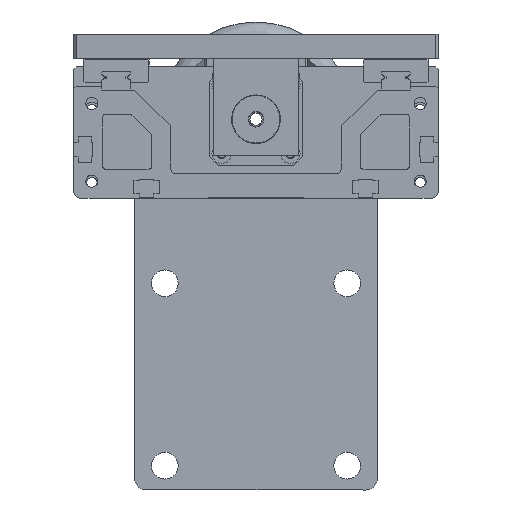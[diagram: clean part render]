
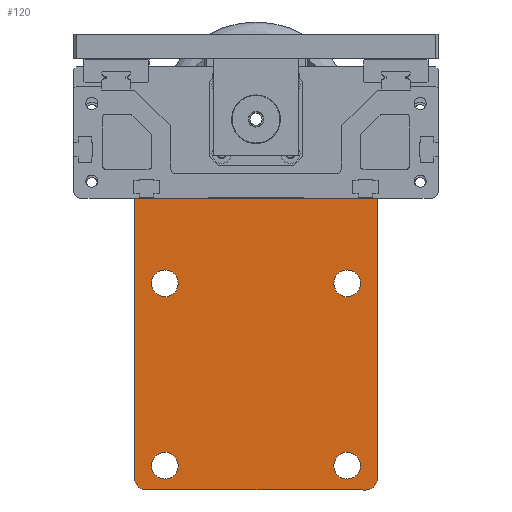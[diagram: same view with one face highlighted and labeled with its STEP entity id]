
A CAD part, front view. The second image highlights one B-rep face of the part: STEP entity #120.
In plain terms, the highlighted planar face has unit normal (0, -1, 0).
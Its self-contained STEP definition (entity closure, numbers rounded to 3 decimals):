
#92 = DIRECTION ( 'NONE',  ( -1., 0., 0. ) ) ;
#120 = ADVANCED_FACE ( 'NONE', ( #11608, #14889, #34510, #17934, #1710 ), #24498, .F. ) ;
#241 = VECTOR ( 'NONE', #20259, 1000. ) ;
#680 = EDGE_CURVE ( 'NONE', #24883, #33416, #36850, .T. ) ;
#874 = CARTESIAN_POINT ( 'NONE',  ( -73.08, -114.713, 60. ) ) ;
#881 = CARTESIAN_POINT ( 'NONE',  ( -60.58, -114.713, 25. ) ) ;
#1228 = EDGE_CURVE ( 'NONE', #41956, #37882, #28936, .T. ) ;
#1587 = DIRECTION ( 'NONE',  ( 0., -1., 0. ) ) ;
#1710 = FACE_BOUND ( 'NONE', #6949, .T. ) ;
#2294 = EDGE_CURVE ( 'NONE', #4879, #3148, #28213, .T. ) ;
#2571 = DIRECTION ( 'NONE',  ( 0., -1., 0. ) ) ;
#2756 = CIRCLE ( 'NONE', #25824, 5.5 ) ;
#3148 = VERTEX_POINT ( 'NONE', #30560 ) ;
#3825 = AXIS2_PLACEMENT_3D ( 'NONE', #40095, #13497, #29621 ) ;
#4121 = DIRECTION ( 'NONE',  ( -1., 0., 0. ) ) ;
#4405 = CARTESIAN_POINT ( 'NONE',  ( -73.08, -114.713, -55. ) ) ;
#4565 = ORIENTED_EDGE ( 'NONE', *, *, #1228, .F. ) ;
#4698 = ORIENTED_EDGE ( 'NONE', *, *, #23669, .F. ) ;
#4879 = VERTEX_POINT ( 'NONE', #15180 ) ;
#5006 = AXIS2_PLACEMENT_3D ( 'NONE', #25998, #26210, #39529 ) ;
#5193 = CARTESIAN_POINT ( 'NONE',  ( 14.42, -114.713, 25. ) ) ;
#5278 = EDGE_CURVE ( 'NONE', #16863, #40153, #31960, .T. ) ;
#5468 = CARTESIAN_POINT ( 'NONE',  ( 26.92, -114.713, 60. ) ) ;
#6125 = LINE ( 'NONE', #23220, #11244 ) ;
#6949 = EDGE_LOOP ( 'NONE', ( #19288, #4565 ) ) ;
#7760 = CIRCLE ( 'NONE', #34946, 5.5 ) ;
#7995 = VERTEX_POINT ( 'NONE', #36321 ) ;
#8366 = ORIENTED_EDGE ( 'NONE', *, *, #27666, .F. ) ;
#9509 = EDGE_CURVE ( 'NONE', #7995, #18967, #22727, .T. ) ;
#9764 = CARTESIAN_POINT ( 'NONE',  ( -73.08, -114.713, 60. ) ) ;
#9805 = VERTEX_POINT ( 'NONE', #11415 ) ;
#10103 = AXIS2_PLACEMENT_3D ( 'NONE', #35796, #39494, #25542 ) ;
#11244 = VECTOR ( 'NONE', #13609, 1000. ) ;
#11415 = CARTESIAN_POINT ( 'NONE',  ( -66.08, -114.713, 25. ) ) ;
#11608 = FACE_OUTER_BOUND ( 'NONE', #14526, .T. ) ;
#11651 = EDGE_LOOP ( 'NONE', ( #34143, #17388 ) ) ;
#11739 = CARTESIAN_POINT ( 'NONE',  ( -73.08, -114.713, 60. ) ) ;
#12161 = CARTESIAN_POINT ( 'NONE',  ( -55.08, -114.713, 25. ) ) ;
#12460 = VERTEX_POINT ( 'NONE', #38056 ) ;
#13497 = DIRECTION ( 'NONE',  ( 0., 1., 0. ) ) ;
#13538 = VERTEX_POINT ( 'NONE', #12161 ) ;
#13550 = ORIENTED_EDGE ( 'NONE', *, *, #24237, .F. ) ;
#13609 = DIRECTION ( 'NONE',  ( 0., 0., -1. ) ) ;
#14396 = CIRCLE ( 'NONE', #41556, 5. ) ;
#14461 = ORIENTED_EDGE ( 'NONE', *, *, #42581, .F. ) ;
#14526 = EDGE_LOOP ( 'NONE', ( #15035, #8366, #27433, #30955, #19222, #14461 ) ) ;
#14669 = DIRECTION ( 'NONE',  ( 0., -1., 0. ) ) ;
#14889 = FACE_BOUND ( 'NONE', #37373, .T. ) ;
#15035 = ORIENTED_EDGE ( 'NONE', *, *, #9509, .F. ) ;
#15099 = EDGE_CURVE ( 'NONE', #18698, #12460, #14396, .T. ) ;
#15180 = CARTESIAN_POINT ( 'NONE',  ( 8.92, -114.713, -50. ) ) ;
#15266 = AXIS2_PLACEMENT_3D ( 'NONE', #5193, #14669, #32104 ) ;
#15988 = DIRECTION ( 'NONE',  ( 0., 1., 0. ) ) ;
#16640 = CARTESIAN_POINT ( 'NONE',  ( 21.92, -114.713, -55. ) ) ;
#16863 = VERTEX_POINT ( 'NONE', #21190 ) ;
#17388 = ORIENTED_EDGE ( 'NONE', *, *, #28166, .F. ) ;
#17934 = FACE_BOUND ( 'NONE', #21591, .T. ) ;
#18698 = VERTEX_POINT ( 'NONE', #42519 ) ;
#18732 = DIRECTION ( 'NONE',  ( 0., 0., 1. ) ) ;
#18967 = VERTEX_POINT ( 'NONE', #4405 ) ;
#18992 = VECTOR ( 'NONE', #92, 1000. ) ;
#19222 = ORIENTED_EDGE ( 'NONE', *, *, #680, .T. ) ;
#19288 = ORIENTED_EDGE ( 'NONE', *, *, #28148, .F. ) ;
#19300 = EDGE_CURVE ( 'NONE', #13538, #9805, #26654, .T. ) ;
#20035 = CARTESIAN_POINT ( 'NONE',  ( -73.08, -114.713, -60. ) ) ;
#20259 = DIRECTION ( 'NONE',  ( -1., 0., 0. ) ) ;
#21186 = AXIS2_PLACEMENT_3D ( 'NONE', #34724, #27537, #4121 ) ;
#21190 = CARTESIAN_POINT ( 'NONE',  ( 19.92, -114.713, 25. ) ) ;
#21447 = DIRECTION ( 'NONE',  ( 1., 0., 0. ) ) ;
#21591 = EDGE_LOOP ( 'NONE', ( #13550, #23789 ) ) ;
#22727 = CIRCLE ( 'NONE', #3825, 5. ) ;
#23220 = CARTESIAN_POINT ( 'NONE',  ( 26.92, -114.713, -60. ) ) ;
#23669 = EDGE_CURVE ( 'NONE', #40153, #16863, #7760, .T. ) ;
#23789 = ORIENTED_EDGE ( 'NONE', *, *, #2294, .F. ) ;
#24059 = AXIS2_PLACEMENT_3D ( 'NONE', #27549, #34526, #21447 ) ;
#24237 = EDGE_CURVE ( 'NONE', #3148, #4879, #2756, .T. ) ;
#24498 = PLANE ( 'NONE',  #21186 ) ;
#24883 = VERTEX_POINT ( 'NONE', #5468 ) ;
#25542 = DIRECTION ( 'NONE',  ( 1., 0., 0. ) ) ;
#25785 = ORIENTED_EDGE ( 'NONE', *, *, #5278, .F. ) ;
#25824 = AXIS2_PLACEMENT_3D ( 'NONE', #36878, #30298, #37095 ) ;
#25998 = CARTESIAN_POINT ( 'NONE',  ( -60.58, -114.713, 25. ) ) ;
#26210 = DIRECTION ( 'NONE',  ( 0., -1., 0. ) ) ;
#26654 = CIRCLE ( 'NONE', #32243, 5.5 ) ;
#27433 = ORIENTED_EDGE ( 'NONE', *, *, #15099, .F. ) ;
#27537 = DIRECTION ( 'NONE',  ( 0., 1., 0. ) ) ;
#27549 = CARTESIAN_POINT ( 'NONE',  ( 14.42, -114.713, -50. ) ) ;
#27666 = EDGE_CURVE ( 'NONE', #12460, #7995, #40309, .T. ) ;
#27833 = CARTESIAN_POINT ( 'NONE',  ( -66.08, -114.713, -50. ) ) ;
#28104 = LINE ( 'NONE', #11739, #31281 ) ;
#28148 = EDGE_CURVE ( 'NONE', #37882, #41956, #37168, .T. ) ;
#28166 = EDGE_CURVE ( 'NONE', #9805, #13538, #37845, .T. ) ;
#28213 = CIRCLE ( 'NONE', #24059, 5.5 ) ;
#28499 = CARTESIAN_POINT ( 'NONE',  ( -55.08, -114.713, -50. ) ) ;
#28936 = CIRCLE ( 'NONE', #10103, 5.5 ) ;
#29621 = DIRECTION ( 'NONE',  ( 1., 0., 0. ) ) ;
#29948 = DIRECTION ( 'NONE',  ( 1., 0., 0. ) ) ;
#30298 = DIRECTION ( 'NONE',  ( 0., -1., 0. ) ) ;
#30560 = CARTESIAN_POINT ( 'NONE',  ( 19.92, -114.713, -50. ) ) ;
#30955 = ORIENTED_EDGE ( 'NONE', *, *, #33678, .F. ) ;
#31281 = VECTOR ( 'NONE', #18732, 1000. ) ;
#31960 = CIRCLE ( 'NONE', #15266, 5.5 ) ;
#32104 = DIRECTION ( 'NONE',  ( 1., 0., 0. ) ) ;
#32243 = AXIS2_PLACEMENT_3D ( 'NONE', #881, #37416, #40896 ) ;
#32553 = CARTESIAN_POINT ( 'NONE',  ( -60.58, -114.713, -50. ) ) ;
#33416 = VERTEX_POINT ( 'NONE', #874 ) ;
#33678 = EDGE_CURVE ( 'NONE', #24883, #18698, #6125, .T. ) ;
#34143 = ORIENTED_EDGE ( 'NONE', *, *, #19300, .F. ) ;
#34510 = FACE_BOUND ( 'NONE', #11651, .T. ) ;
#34526 = DIRECTION ( 'NONE',  ( 0., -1., 0. ) ) ;
#34724 = CARTESIAN_POINT ( 'NONE',  ( -73.08, -114.713, -60. ) ) ;
#34946 = AXIS2_PLACEMENT_3D ( 'NONE', #38770, #1587, #35494 ) ;
#35494 = DIRECTION ( 'NONE',  ( 1., 0., 0. ) ) ;
#35755 = AXIS2_PLACEMENT_3D ( 'NONE', #32553, #2571, #42835 ) ;
#35796 = CARTESIAN_POINT ( 'NONE',  ( -60.58, -114.713, -50. ) ) ;
#36321 = CARTESIAN_POINT ( 'NONE',  ( -68.08, -114.713, -60. ) ) ;
#36850 = LINE ( 'NONE', #9764, #241 ) ;
#36878 = CARTESIAN_POINT ( 'NONE',  ( 14.42, -114.713, -50. ) ) ;
#37095 = DIRECTION ( 'NONE',  ( 1., 0., 0. ) ) ;
#37168 = CIRCLE ( 'NONE', #35755, 5.5 ) ;
#37373 = EDGE_LOOP ( 'NONE', ( #25785, #4698 ) ) ;
#37416 = DIRECTION ( 'NONE',  ( 0., -1., 0. ) ) ;
#37845 = CIRCLE ( 'NONE', #5006, 5.5 ) ;
#37882 = VERTEX_POINT ( 'NONE', #28499 ) ;
#38056 = CARTESIAN_POINT ( 'NONE',  ( 21.92, -114.713, -60. ) ) ;
#38770 = CARTESIAN_POINT ( 'NONE',  ( 14.42, -114.713, 25. ) ) ;
#39494 = DIRECTION ( 'NONE',  ( 0., -1., 0. ) ) ;
#39529 = DIRECTION ( 'NONE',  ( 1., 0., 0. ) ) ;
#40095 = CARTESIAN_POINT ( 'NONE',  ( -68.08, -114.713, -55. ) ) ;
#40153 = VERTEX_POINT ( 'NONE', #41867 ) ;
#40309 = LINE ( 'NONE', #20035, #18992 ) ;
#40896 = DIRECTION ( 'NONE',  ( 1., 0., 0. ) ) ;
#41556 = AXIS2_PLACEMENT_3D ( 'NONE', #16640, #15988, #29948 ) ;
#41867 = CARTESIAN_POINT ( 'NONE',  ( 8.92, -114.713, 25. ) ) ;
#41956 = VERTEX_POINT ( 'NONE', #27833 ) ;
#42519 = CARTESIAN_POINT ( 'NONE',  ( 26.92, -114.713, -55. ) ) ;
#42581 = EDGE_CURVE ( 'NONE', #18967, #33416, #28104, .T. ) ;
#42835 = DIRECTION ( 'NONE',  ( 1., 0., 0. ) ) ;
